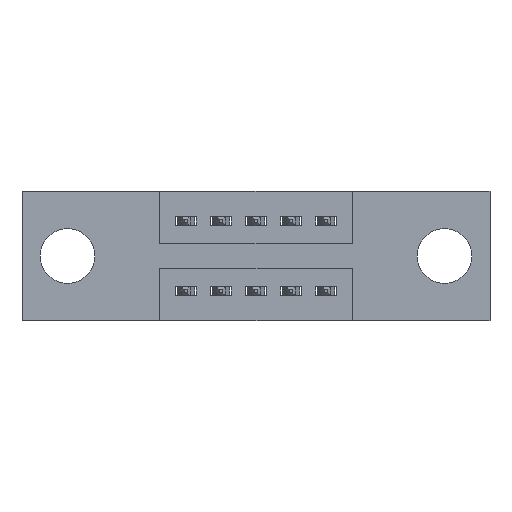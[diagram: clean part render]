
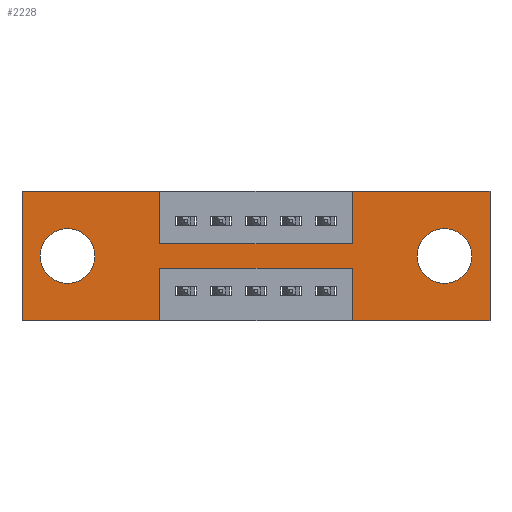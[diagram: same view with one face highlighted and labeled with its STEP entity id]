
A CAD part, front view. The second image highlights one B-rep face of the part: STEP entity #2228.
In plain terms, the highlighted planar face has unit normal (0, -1, 0).
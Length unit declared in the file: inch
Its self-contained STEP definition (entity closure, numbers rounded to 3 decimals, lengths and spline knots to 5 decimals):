
#45 = EDGE_CURVE ( 'NONE', #710, #2845, #4728, .T. ) ;
#116 = VERTEX_POINT ( 'NONE', #5780 ) ;
#195 = DIRECTION ( 'NONE',  ( 0., 0., -1. ) ) ;
#204 = EDGE_CURVE ( 'NONE', #7975, #1062, #3042, .T. ) ;
#231 = CARTESIAN_POINT ( 'NONE',  ( 1.335, 0., 0. ) ) ;
#267 = EDGE_CURVE ( 'NONE', #5124, #710, #8931, .T. ) ;
#342 = AXIS2_PLACEMENT_3D ( 'NONE', #693, #6297, #3623 ) ;
#423 = DIRECTION ( 'NONE',  ( 0., 0., 1. ) ) ;
#458 = VECTOR ( 'NONE', #1390, 39.37008 ) ;
#547 = ORIENTED_EDGE ( 'NONE', *, *, #8192, .F. ) ;
#567 = DIRECTION ( 'NONE',  ( 0., 0., 1. ) ) ;
#589 = CIRCLE ( 'NONE', #7388, 0.078 ) ;
#598 = LINE ( 'NONE', #5416, #3899 ) ;
#611 = EDGE_CURVE ( 'NONE', #1062, #7586, #8348, .T. ) ;
#623 = CARTESIAN_POINT ( 'NONE',  ( 0., 0., 0. ) ) ;
#693 = CARTESIAN_POINT ( 'NONE',  ( 0., 0., -0.37 ) ) ;
#699 = DIRECTION ( 'NONE',  ( 0., 1., 0. ) ) ;
#710 = VERTEX_POINT ( 'NONE', #8734 ) ;
#784 = ORIENTED_EDGE ( 'NONE', *, *, #5067, .F. ) ;
#828 = ORIENTED_EDGE ( 'NONE', *, *, #267, .F. ) ;
#887 = LINE ( 'NONE', #2282, #1818 ) ;
#968 = LINE ( 'NONE', #8394, #1713 ) ;
#1008 = VERTEX_POINT ( 'NONE', #3246 ) ;
#1010 = DIRECTION ( 'NONE',  ( 0., 1., 0. ) ) ;
#1062 = VERTEX_POINT ( 'NONE', #8715 ) ;
#1074 = DIRECTION ( 'NONE',  ( 1., 0., 0. ) ) ;
#1189 = VECTOR ( 'NONE', #1974, 39.37008 ) ;
#1225 = EDGE_LOOP ( 'NONE', ( #1242, #4821 ) ) ;
#1242 = ORIENTED_EDGE ( 'NONE', *, *, #5947, .T. ) ;
#1254 = VECTOR ( 'NONE', #2808, 39.37008 ) ;
#1262 = AXIS2_PLACEMENT_3D ( 'NONE', #4034, #699, #5398 ) ;
#1342 = CARTESIAN_POINT ( 'NONE',  ( 1.335, 0., -0.37 ) ) ;
#1358 = PLANE ( 'NONE',  #342 ) ;
#1390 = DIRECTION ( 'NONE',  ( -1., 0., 0. ) ) ;
#1443 = VERTEX_POINT ( 'NONE', #231 ) ;
#1445 = CARTESIAN_POINT ( 'NONE',  ( 0.3925, 0., -0.22 ) ) ;
#1694 = EDGE_CURVE ( 'NONE', #6741, #2824, #887, .T. ) ;
#1713 = VECTOR ( 'NONE', #195, 39.37008 ) ;
#1719 = CIRCLE ( 'NONE', #6978, 0.078 ) ;
#1750 = VERTEX_POINT ( 'NONE', #1342 ) ;
#1818 = VECTOR ( 'NONE', #1074, 39.37008 ) ;
#1973 = DIRECTION ( 'NONE',  ( 1., 0., 0. ) ) ;
#1974 = DIRECTION ( 'NONE',  ( 1., 0., 0. ) ) ;
#2141 = EDGE_CURVE ( 'NONE', #7020, #4973, #1719, .T. ) ;
#2146 = DIRECTION ( 'NONE',  ( 0., 1., 0. ) ) ;
#2211 = CARTESIAN_POINT ( 'NONE',  ( 0.3925, 0., 0. ) ) ;
#2228 = ADVANCED_FACE ( 'NONE', ( #3411, #4392, #5374 ), #1358, .T. ) ;
#2282 = CARTESIAN_POINT ( 'NONE',  ( 0.3925, 0., -0.15 ) ) ;
#2620 = EDGE_CURVE ( 'NONE', #116, #1443, #5367, .T. ) ;
#2738 = CARTESIAN_POINT ( 'NONE',  ( 1.205, 0., -0.185 ) ) ;
#2807 = EDGE_CURVE ( 'NONE', #1443, #1750, #968, .T. ) ;
#2808 = DIRECTION ( 'NONE',  ( 0., 0., -1. ) ) ;
#2824 = VERTEX_POINT ( 'NONE', #7724 ) ;
#2845 = VERTEX_POINT ( 'NONE', #4069 ) ;
#2853 = VECTOR ( 'NONE', #567, 39.37008 ) ;
#2896 = CARTESIAN_POINT ( 'NONE',  ( 1.205, 0., -0.107 ) ) ;
#3021 = LINE ( 'NONE', #2211, #1254 ) ;
#3042 = LINE ( 'NONE', #7070, #7662 ) ;
#3246 = CARTESIAN_POINT ( 'NONE',  ( 0.13, 0., -0.107 ) ) ;
#3411 = FACE_BOUND ( 'NONE', #7560, .T. ) ;
#3472 = DIRECTION ( 'NONE',  ( 0., 0., -1. ) ) ;
#3485 = EDGE_LOOP ( 'NONE', ( #8296, #5529, #4835, #5207, #8251, #6310, #8023, #6429, #784, #547, #5270, #828 ) ) ;
#3573 = LINE ( 'NONE', #4156, #7049 ) ;
#3618 = CARTESIAN_POINT ( 'NONE',  ( 0.3925, 0., -0.37 ) ) ;
#3623 = DIRECTION ( 'NONE',  ( 0., 0., -1. ) ) ;
#3899 = VECTOR ( 'NONE', #7779, 39.37008 ) ;
#4034 = CARTESIAN_POINT ( 'NONE',  ( 1.205, 0., -0.185 ) ) ;
#4069 = CARTESIAN_POINT ( 'NONE',  ( 0., 0., 0. ) ) ;
#4112 = ORIENTED_EDGE ( 'NONE', *, *, #2141, .T. ) ;
#4156 = CARTESIAN_POINT ( 'NONE',  ( 0., 0., 0. ) ) ;
#4247 = AXIS2_PLACEMENT_3D ( 'NONE', #6277, #8930, #6869 ) ;
#4330 = DIRECTION ( 'NONE',  ( 0., 0., 1. ) ) ;
#4392 = FACE_BOUND ( 'NONE', #1225, .T. ) ;
#4625 = CARTESIAN_POINT ( 'NONE',  ( 0.9425, 0., 0. ) ) ;
#4637 = CIRCLE ( 'NONE', #4247, 0.078 ) ;
#4654 = VECTOR ( 'NONE', #6467, 39.37008 ) ;
#4671 = VECTOR ( 'NONE', #8526, 39.37008 ) ;
#4728 = LINE ( 'NONE', #623, #2853 ) ;
#4821 = ORIENTED_EDGE ( 'NONE', *, *, #6777, .T. ) ;
#4835 = ORIENTED_EDGE ( 'NONE', *, *, #204, .F. ) ;
#4875 = LINE ( 'NONE', #3618, #4654 ) ;
#4973 = VERTEX_POINT ( 'NONE', #5358 ) ;
#5067 = EDGE_CURVE ( 'NONE', #8062, #6741, #3021, .T. ) ;
#5114 = CARTESIAN_POINT ( 'NONE',  ( 0.13, 0., -0.185 ) ) ;
#5124 = VERTEX_POINT ( 'NONE', #5673 ) ;
#5191 = VECTOR ( 'NONE', #5350, 39.37008 ) ;
#5207 = ORIENTED_EDGE ( 'NONE', *, *, #5867, .F. ) ;
#5270 = ORIENTED_EDGE ( 'NONE', *, *, #45, .F. ) ;
#5350 = DIRECTION ( 'NONE',  ( 0., 0., 1. ) ) ;
#5358 = CARTESIAN_POINT ( 'NONE',  ( 1.205, 0., -0.263 ) ) ;
#5367 = LINE ( 'NONE', #7544, #1189 ) ;
#5374 = FACE_OUTER_BOUND ( 'NONE', #3485, .T. ) ;
#5398 = DIRECTION ( 'NONE',  ( 0., 0., -1. ) ) ;
#5416 = CARTESIAN_POINT ( 'NONE',  ( 0., 0., -0.37 ) ) ;
#5529 = ORIENTED_EDGE ( 'NONE', *, *, #611, .F. ) ;
#5673 = CARTESIAN_POINT ( 'NONE',  ( 0.3925, 0., -0.37 ) ) ;
#5780 = CARTESIAN_POINT ( 'NONE',  ( 0.9425, 0., 0. ) ) ;
#5867 = EDGE_CURVE ( 'NONE', #1750, #7975, #598, .T. ) ;
#5947 = EDGE_CURVE ( 'NONE', #1008, #6540, #589, .T. ) ;
#6150 = ORIENTED_EDGE ( 'NONE', *, *, #7499, .T. ) ;
#6277 = CARTESIAN_POINT ( 'NONE',  ( 0.13, 0., -0.185 ) ) ;
#6297 = DIRECTION ( 'NONE',  ( 0., -1., 0. ) ) ;
#6310 = ORIENTED_EDGE ( 'NONE', *, *, #2620, .F. ) ;
#6354 = EDGE_CURVE ( 'NONE', #7586, #5124, #4875, .T. ) ;
#6429 = ORIENTED_EDGE ( 'NONE', *, *, #1694, .F. ) ;
#6467 = DIRECTION ( 'NONE',  ( 0., 0., -1. ) ) ;
#6540 = VERTEX_POINT ( 'NONE', #8164 ) ;
#6546 = EDGE_CURVE ( 'NONE', #2824, #116, #6804, .T. ) ;
#6741 = VERTEX_POINT ( 'NONE', #6761 ) ;
#6761 = CARTESIAN_POINT ( 'NONE',  ( 0.3925, 0., -0.15 ) ) ;
#6777 = EDGE_CURVE ( 'NONE', #6540, #1008, #4637, .T. ) ;
#6804 = LINE ( 'NONE', #4625, #5191 ) ;
#6869 = DIRECTION ( 'NONE',  ( 0., 0., 1. ) ) ;
#6978 = AXIS2_PLACEMENT_3D ( 'NONE', #2738, #2146, #3472 ) ;
#7020 = VERTEX_POINT ( 'NONE', #2896 ) ;
#7049 = VECTOR ( 'NONE', #1973, 39.37008 ) ;
#7070 = CARTESIAN_POINT ( 'NONE',  ( 0.9425, 0., -0.37 ) ) ;
#7143 = CARTESIAN_POINT ( 'NONE',  ( 0.3925, 0., -0.22 ) ) ;
#7388 = AXIS2_PLACEMENT_3D ( 'NONE', #5114, #1010, #423 ) ;
#7499 = EDGE_CURVE ( 'NONE', #4973, #7020, #7982, .T. ) ;
#7544 = CARTESIAN_POINT ( 'NONE',  ( 0., 0., 0. ) ) ;
#7560 = EDGE_LOOP ( 'NONE', ( #4112, #6150 ) ) ;
#7586 = VERTEX_POINT ( 'NONE', #1445 ) ;
#7594 = CARTESIAN_POINT ( 'NONE',  ( 0., 0., -0.37 ) ) ;
#7662 = VECTOR ( 'NONE', #4330, 39.37008 ) ;
#7724 = CARTESIAN_POINT ( 'NONE',  ( 0.9425, 0., -0.15 ) ) ;
#7779 = DIRECTION ( 'NONE',  ( -1., 0., 0. ) ) ;
#7975 = VERTEX_POINT ( 'NONE', #8117 ) ;
#7982 = CIRCLE ( 'NONE', #1262, 0.078 ) ;
#8023 = ORIENTED_EDGE ( 'NONE', *, *, #6546, .F. ) ;
#8062 = VERTEX_POINT ( 'NONE', #8082 ) ;
#8082 = CARTESIAN_POINT ( 'NONE',  ( 0.3925, 0., 0. ) ) ;
#8117 = CARTESIAN_POINT ( 'NONE',  ( 0.9425, 0., -0.37 ) ) ;
#8164 = CARTESIAN_POINT ( 'NONE',  ( 0.13, 0., -0.263 ) ) ;
#8192 = EDGE_CURVE ( 'NONE', #2845, #8062, #3573, .T. ) ;
#8251 = ORIENTED_EDGE ( 'NONE', *, *, #2807, .F. ) ;
#8296 = ORIENTED_EDGE ( 'NONE', *, *, #6354, .F. ) ;
#8348 = LINE ( 'NONE', #7143, #4671 ) ;
#8394 = CARTESIAN_POINT ( 'NONE',  ( 1.335, 0., 0. ) ) ;
#8526 = DIRECTION ( 'NONE',  ( -1., 0., 0. ) ) ;
#8715 = CARTESIAN_POINT ( 'NONE',  ( 0.9425, 0., -0.22 ) ) ;
#8734 = CARTESIAN_POINT ( 'NONE',  ( 0., 0., -0.37 ) ) ;
#8930 = DIRECTION ( 'NONE',  ( 0., 1., 0. ) ) ;
#8931 = LINE ( 'NONE', #7594, #458 ) ;
